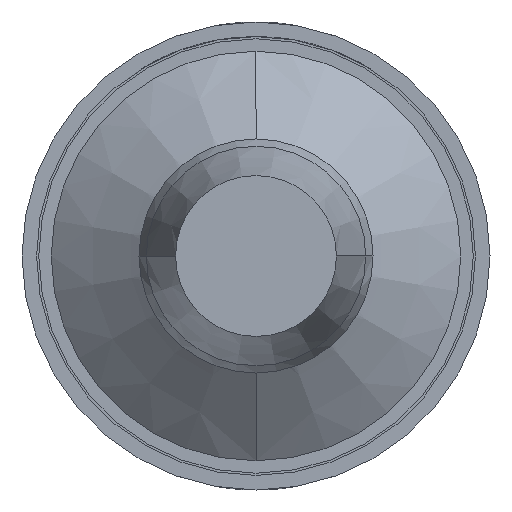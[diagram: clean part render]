
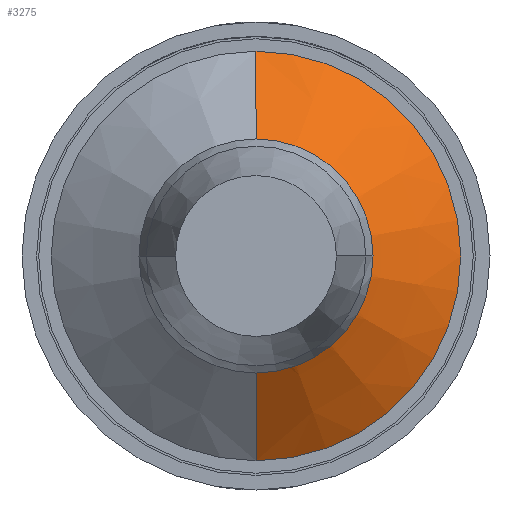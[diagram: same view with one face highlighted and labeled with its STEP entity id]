
A CAD part, front view. The second image highlights one B-rep face of the part: STEP entity #3275.
In plain terms, the highlighted conical face has half-angle 53.13 degrees and reference radius 0.6 mm.
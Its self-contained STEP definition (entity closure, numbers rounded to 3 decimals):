
#20 = CIRCLE ( 'NONE', #1950, 0.6 ) ;
#147 = EDGE_CURVE ( 'Defeature ausgef�hrt1_36+Defeature ausgef�hrt1_35+Defeature ausgef�hrt1_35+Defeature ausgef�hrt1_35', #2609, #3999, #1219, .T. ) ;
#518 = CARTESIAN_POINT ( 'NONE',  ( 0., -10.6, 1.4 ) ) ;
#606 = CARTESIAN_POINT ( 'NONE',  ( 0., -11.2, -0.6 ) ) ;
#614 = EDGE_LOOP ( 'NONE', ( #2526, #1505, #6504, #1335 ) ) ;
#668 = AXIS2_PLACEMENT_3D ( 'NONE', #3708, #4877, #5402 ) ;
#747 = CARTESIAN_POINT ( 'NONE',  ( 0., -11.2, -0.6 ) ) ;
#1219 = CIRCLE ( 'NONE', #668, 1.4 ) ;
#1234 = CARTESIAN_POINT ( 'NONE',  ( 0., -11.2, 0. ) ) ;
#1335 = ORIENTED_EDGE ( 'NONE', *, *, #147, .F. ) ;
#1505 = ORIENTED_EDGE ( 'NONE', *, *, #6591, .T. ) ;
#1857 = VECTOR ( 'NONE', #3924, 1000. ) ;
#1950 = AXIS2_PLACEMENT_3D ( 'NONE', #1234, #4431, #3392 ) ;
#2047 = DIRECTION ( 'NONE',  ( 0., 0., -1. ) ) ;
#2239 = CARTESIAN_POINT ( 'NONE',  ( 0., -11.2, 0.6 ) ) ;
#2526 = ORIENTED_EDGE ( 'NONE', *, *, #3222, .F. ) ;
#2609 = VERTEX_POINT ( 'NONE', #518 ) ;
#2613 = CARTESIAN_POINT ( 'NONE',  ( 0., -11.2, 0.6 ) ) ;
#3163 = DIRECTION ( 'NONE',  ( 0., 1., 0. ) ) ;
#3222 = EDGE_CURVE ( 'NONE', #4198, #2609, #6799, .T. ) ;
#3275 = ADVANCED_FACE ( 'Defeature ausgef�hrt1_35', ( #5433 ), #4426, .T. ) ;
#3392 = DIRECTION ( 'NONE',  ( 0., 0., -1. ) ) ;
#3629 = DIRECTION ( 'NONE',  ( 0., 0.6, 0.8 ) ) ;
#3708 = CARTESIAN_POINT ( 'NONE',  ( 0., -10.6, 0. ) ) ;
#3831 = LINE ( 'NONE', #747, #1857 ) ;
#3924 = DIRECTION ( 'NONE',  ( 0., 0.6, -0.8 ) ) ;
#3999 = VERTEX_POINT ( 'NONE', #6257 ) ;
#4150 = CARTESIAN_POINT ( 'NONE',  ( 0., -11.2, 0. ) ) ;
#4198 = VERTEX_POINT ( 'NONE', #2613 ) ;
#4426 = CONICAL_SURFACE ( 'NONE', #6444, 0.6, 0.927 ) ;
#4431 = DIRECTION ( 'NONE',  ( 0., 1., 0. ) ) ;
#4877 = DIRECTION ( 'NONE',  ( 0., 1., 0. ) ) ;
#4939 = VECTOR ( 'NONE', #3629, 1000. ) ;
#5390 = EDGE_CURVE ( 'NONE', #5505, #3999, #3831, .T. ) ;
#5402 = DIRECTION ( 'NONE',  ( 0., 0., -1. ) ) ;
#5433 = FACE_OUTER_BOUND ( 'NONE', #614, .T. ) ;
#5505 = VERTEX_POINT ( 'NONE', #606 ) ;
#6257 = CARTESIAN_POINT ( 'NONE',  ( 0., -10.6, -1.4 ) ) ;
#6444 = AXIS2_PLACEMENT_3D ( 'NONE', #4150, #3163, #2047 ) ;
#6504 = ORIENTED_EDGE ( 'NONE', *, *, #5390, .T. ) ;
#6591 = EDGE_CURVE ( 'Defeature ausgef�hrt1_35+Defeature ausgef�hrt1_34+Defeature ausgef�hrt1_34+Defeature ausgef�hrt1_34', #4198, #5505, #20, .T. ) ;
#6799 = LINE ( 'NONE', #2239, #4939 ) ;
